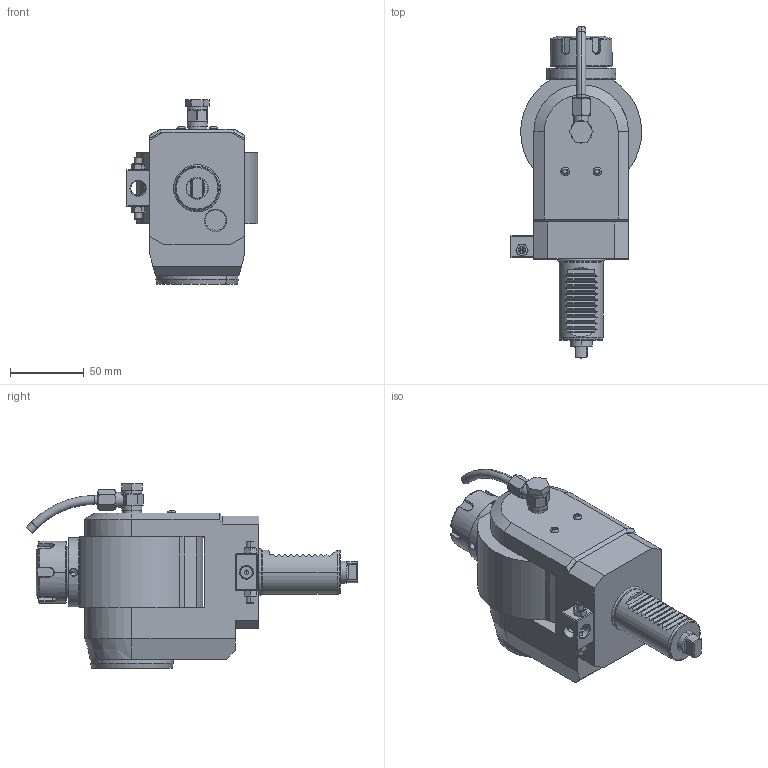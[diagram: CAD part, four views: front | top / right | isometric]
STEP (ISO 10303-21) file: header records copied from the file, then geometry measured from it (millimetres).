
FILE_DESCRIPTION((''),'2;1');
FILE_NAME('NGT1_30_521_25_2_2B','2020-06-12T',('vali'),('NOVA GRUP'),'PRO/ENGINEER BY PARAMETRIC TECHNOLOGY CORPORATION, 2010280','PRO/ENGINEER BY PARAMETRIC TECHNOLOGY CORPORATION, 2010280','');
FILE_SCHEMA(('CONFIG_CONTROL_DESIGN'));
Length unit declared in the file: millimetre
Products named in the file (1): NGT1_30_521_25_2_2B
Bounding box: 89 x 224.67 x 124.9 mm (x, y, z)
Volume: 802827.6 mm3; surface area: 75383.6 mm2
Topology: 1 solids, 3 shells, 573 faces, 1414 edges, 858 vertices
Faces by surface type: plane 245, cylinder 140, bspline 78, cone 70, torus 40
Entity records: 25272 total; most frequent: CARTESIAN_POINT 12571, ORIENTED_EDGE 2788, DIRECTION 2348, EDGE_CURVE 1394, VERTEX_POINT 858, AXIS2_PLACEMENT_3D 835, VECTOR 678, LINE 678
